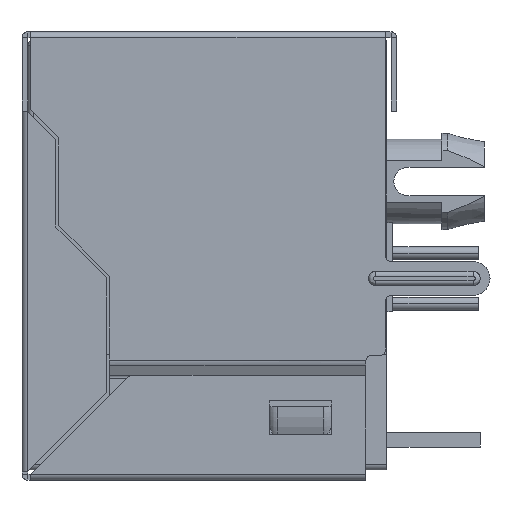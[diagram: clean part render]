
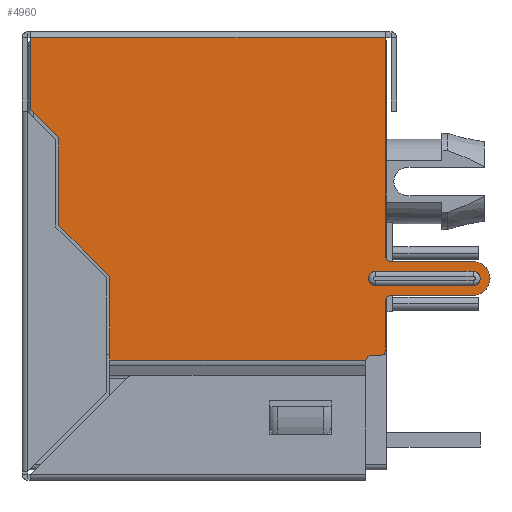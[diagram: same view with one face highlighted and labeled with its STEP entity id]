
A CAD part, left-side view. The second image highlights one B-rep face of the part: STEP entity #4960.
In plain terms, the highlighted planar face has unit normal (-1, 0, 0).
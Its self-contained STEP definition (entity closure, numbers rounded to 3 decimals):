
#519=CARTESIAN_POINT('',(-8.225,-6.1,-3.275));
#520=DIRECTION('',(1.,0.,0.));
#521=DIRECTION('',(0.,-1.,0.));
#522=AXIS2_PLACEMENT_3D('',#519,#520,#521);
#524=DIRECTION('',(0.,1.,0.));
#525=VECTOR('',#524,0.3);
#526=CARTESIAN_POINT('',(-8.225,-6.1,-3.475));
#527=LINE('',#526,#525);
#528=CARTESIAN_POINT('',(-8.225,-5.8,-3.675));
#529=DIRECTION('',(-1.,0.,0.));
#530=DIRECTION('',(0.,0.,1.));
#531=AXIS2_PLACEMENT_3D('',#528,#529,#530);
#533=DIRECTION('',(0.,1.,0.));
#534=VECTOR('',#533,9.055);
#535=CARTESIAN_POINT('',(-8.225,-5.605,-3.631));
#536=LINE('',#535,#534);
#537=DIRECTION('',(0.,0.707,0.707));
#538=VECTOR('',#537,2.546);
#539=CARTESIAN_POINT('',(-8.225,3.45,-0.675));
#540=LINE('',#539,#538);
#541=DIRECTION('',(0.,0.707,0.707));
#542=VECTOR('',#541,1.414);
#543=CARTESIAN_POINT('',(-8.225,5.25,4.225));
#544=LINE('',#543,#542);
#545=CARTESIAN_POINT('',(-8.225,-6.5,0.055));
#546=DIRECTION('',(-1.,0.,0.));
#547=DIRECTION('',(0.,1.,0.));
#548=AXIS2_PLACEMENT_3D('',#545,#546,#547);
#550=CARTESIAN_POINT('',(-8.225,-9.4,-0.745));
#551=DIRECTION('',(1.,0.,0.));
#552=DIRECTION('',(0.,0.,1.));
#553=AXIS2_PLACEMENT_3D('',#550,#551,#552);
#555=CARTESIAN_POINT('',(-8.225,-6.5,-1.545));
#556=DIRECTION('',(-1.,0.,0.));
#557=DIRECTION('',(0.,0.,1.));
#558=AXIS2_PLACEMENT_3D('',#555,#556,#557);
#560=CARTESIAN_POINT('',(-8.225,-9.401,-0.995));
#561=CARTESIAN_POINT('',(-8.225,-9.428,-0.995));
#562=CARTESIAN_POINT('',(-8.225,-9.479,-0.987));
#563=CARTESIAN_POINT('',(-8.225,-9.55,-0.95));
#564=CARTESIAN_POINT('',(-8.225,-9.605,-0.894));
#565=CARTESIAN_POINT('',(-8.225,-9.641,-0.824));
#566=CARTESIAN_POINT('',(-8.225,-9.654,-0.746));
#567=CARTESIAN_POINT('',(-8.225,-9.642,-0.668));
#568=CARTESIAN_POINT('',(-8.225,-9.607,-0.597));
#569=CARTESIAN_POINT('',(-8.225,-9.551,-0.541));
#570=CARTESIAN_POINT('',(-8.225,-9.479,-0.503));
#571=CARTESIAN_POINT('',(-8.225,-9.427,-0.495));
#572=CARTESIAN_POINT('',(-8.225,-9.4,-0.495));
#574=CARTESIAN_POINT('',(-8.225,-5.949,-0.495));
#575=CARTESIAN_POINT('',(-8.225,-5.922,-0.495));
#576=CARTESIAN_POINT('',(-8.225,-5.871,-0.503));
#577=CARTESIAN_POINT('',(-8.225,-5.8,-0.54));
#578=CARTESIAN_POINT('',(-8.225,-5.745,-0.596));
#579=CARTESIAN_POINT('',(-8.225,-5.709,-0.666));
#580=CARTESIAN_POINT('',(-8.225,-5.696,-0.744));
#581=CARTESIAN_POINT('',(-8.225,-5.708,-0.822));
#582=CARTESIAN_POINT('',(-8.225,-5.743,-0.893));
#583=CARTESIAN_POINT('',(-8.225,-5.799,-0.949));
#584=CARTESIAN_POINT('',(-8.225,-5.871,-0.987));
#585=CARTESIAN_POINT('',(-8.225,-5.923,-0.995));
#586=CARTESIAN_POINT('',(-8.225,-5.95,-0.995));
#588=DIRECTION('',(0.,0.,-1.));
#589=VECTOR('',#588,0.206);
#590=CARTESIAN_POINT('',(-8.225,3.45,-3.425));
#591=LINE('',#590,#589);
#600=DIRECTION('',(0.,0.,-1.));
#601=VECTOR('',#600,2.75);
#602=CARTESIAN_POINT('',(-8.225,3.45,-0.675));
#603=LINE('',#602,#601);
#616=DIRECTION('',(0.,0.,-1.));
#617=VECTOR('',#616,3.1);
#618=CARTESIAN_POINT('',(-8.225,5.25,4.225));
#619=LINE('',#618,#617);
#636=DIRECTION('',(0.,0.,-1.));
#637=VECTOR('',#636,2.55);
#638=CARTESIAN_POINT('',(-8.225,6.25,7.775));
#639=LINE('',#638,#637);
#3112=DIRECTION('',(0.,1.,0.));
#3113=VECTOR('',#3112,12.55);
#3114=CARTESIAN_POINT('',(-8.225,-6.3,7.775));
#3115=LINE('',#3114,#3113);
#3125=DIRECTION('',(0.,0.,1.));
#3126=VECTOR('',#3125,7.72);
#3127=CARTESIAN_POINT('',(-8.225,-6.3,0.055));
#3128=LINE('',#3127,#3126);
#3149=DIRECTION('',(0.,1.,0.));
#3150=VECTOR('',#3149,2.9);
#3151=CARTESIAN_POINT('',(-8.225,-9.4,-0.145));
#3152=LINE('',#3151,#3150);
#3157=DIRECTION('',(0.,-1.,0.));
#3158=VECTOR('',#3157,2.9);
#3159=CARTESIAN_POINT('',(-8.225,-6.5,-1.345));
#3160=LINE('',#3159,#3158);
#3181=DIRECTION('',(0.,0.,1.));
#3182=VECTOR('',#3181,1.73);
#3183=CARTESIAN_POINT('',(-8.225,-6.3,-3.275));
#3184=LINE('',#3183,#3182);
#3189=DIRECTION('',(0.,1.,0.));
#3190=VECTOR('',#3189,3.451);
#3191=CARTESIAN_POINT('',(-8.225,-9.401,-0.995));
#3192=LINE('',#3191,#3190);
#3198=DIRECTION('',(0.,-1.,0.));
#3199=VECTOR('',#3198,3.451);
#3200=CARTESIAN_POINT('',(-8.225,-5.949,-0.495));
#3201=LINE('',#3200,#3199);
#3291=CARTESIAN_POINT('',(-8.225,-6.1,-3.475));
#3292=VERTEX_POINT('',#3291);
#3293=CARTESIAN_POINT('',(-8.225,-5.8,-3.475));
#3294=VERTEX_POINT('',#3293);
#3295=CARTESIAN_POINT('',(-8.225,-5.605,-3.631));
#3296=VERTEX_POINT('',#3295);
#3309=CARTESIAN_POINT('',(-8.225,3.45,-3.631));
#3311=VERTEX_POINT('',#3309);
#3380=CARTESIAN_POINT('',(-8.225,-9.401,-0.995));
#3381=CARTESIAN_POINT('',(-8.225,-5.95,-0.995));
#3382=VERTEX_POINT('',#3380);
#3383=VERTEX_POINT('',#3381);
#3384=VERTEX_POINT('',#572);
#3385=CARTESIAN_POINT('',(-8.225,-5.949,-0.495));
#3386=VERTEX_POINT('',#3385);
#3387=CARTESIAN_POINT('',(-8.225,-6.3,-3.275));
#3388=VERTEX_POINT('',#3387);
#3389=CARTESIAN_POINT('',(-8.225,3.45,-0.675));
#3390=CARTESIAN_POINT('',(-8.225,3.45,-3.425));
#3391=VERTEX_POINT('',#3389);
#3392=VERTEX_POINT('',#3390);
#3393=CARTESIAN_POINT('',(-8.225,5.25,1.125));
#3394=VERTEX_POINT('',#3393);
#3395=CARTESIAN_POINT('',(-8.225,5.25,4.225));
#3396=VERTEX_POINT('',#3395);
#3397=CARTESIAN_POINT('',(-8.225,6.25,5.225));
#3398=VERTEX_POINT('',#3397);
#3399=CARTESIAN_POINT('',(-8.225,6.25,7.775));
#3400=VERTEX_POINT('',#3399);
#3401=CARTESIAN_POINT('',(-8.225,-6.3,0.055));
#3402=CARTESIAN_POINT('',(-8.225,-6.3,7.775));
#3403=VERTEX_POINT('',#3401);
#3404=VERTEX_POINT('',#3402);
#3405=CARTESIAN_POINT('',(-8.225,-9.4,-0.145));
#3406=CARTESIAN_POINT('',(-8.225,-6.5,-0.145));
#3407=VERTEX_POINT('',#3405);
#3408=VERTEX_POINT('',#3406);
#3409=CARTESIAN_POINT('',(-8.225,-9.4,-1.345));
#3410=VERTEX_POINT('',#3409);
#3411=CARTESIAN_POINT('',(-8.225,-6.5,-1.345));
#3412=VERTEX_POINT('',#3411);
#3413=CARTESIAN_POINT('',(-8.225,-6.3,-1.545));
#3414=VERTEX_POINT('',#3413);
#4911=CARTESIAN_POINT('',(-8.225,-1.875,2.072));
#4912=DIRECTION('',(1.,0.,0.));
#4913=DIRECTION('',(0.,-1.,0.));
#4914=AXIS2_PLACEMENT_3D('',#4911,#4912,#4913);
#4915=PLANE('',#4914);
#4916=ORIENTED_EDGE('',*,*,#4297,.T.);
#4917=ORIENTED_EDGE('',*,*,#4313,.T.);
#4918=ORIENTED_EDGE('',*,*,#4327,.T.);
#4919=ORIENTED_EDGE('',*,*,#4391,.T.);
#4921=ORIENTED_EDGE('',*,*,#4920,.F.);
#4923=ORIENTED_EDGE('',*,*,#4922,.F.);
#4925=ORIENTED_EDGE('',*,*,#4924,.T.);
#4927=ORIENTED_EDGE('',*,*,#4926,.F.);
#4929=ORIENTED_EDGE('',*,*,#4928,.T.);
#4931=ORIENTED_EDGE('',*,*,#4930,.F.);
#4933=ORIENTED_EDGE('',*,*,#4932,.F.);
#4935=ORIENTED_EDGE('',*,*,#4934,.F.);
#4937=ORIENTED_EDGE('',*,*,#4936,.T.);
#4939=ORIENTED_EDGE('',*,*,#4938,.F.);
#4941=ORIENTED_EDGE('',*,*,#4940,.T.);
#4943=ORIENTED_EDGE('',*,*,#4942,.F.);
#4945=ORIENTED_EDGE('',*,*,#4944,.T.);
#4947=ORIENTED_EDGE('',*,*,#4946,.F.);
#4948=EDGE_LOOP('',(#4916,#4917,#4918,#4919,#4921,#4923,#4925,#4927,#4929,#4931,
#4933,#4935,#4937,#4939,#4941,#4943,#4945,#4947));
#4949=FACE_OUTER_BOUND('',#4948,.F.);
#4951=ORIENTED_EDGE('',*,*,#4950,.F.);
#4953=ORIENTED_EDGE('',*,*,#4952,.T.);
#4955=ORIENTED_EDGE('',*,*,#4954,.F.);
#4957=ORIENTED_EDGE('',*,*,#4956,.T.);
#4958=EDGE_LOOP('',(#4951,#4953,#4955,#4957));
#4959=FACE_BOUND('',#4958,.F.);
#4960=ADVANCED_FACE('',(#4949,#4959),#4915,.F.);
#523=CIRCLE('',#522,0.2);
#532=CIRCLE('',#531,0.2);
#549=CIRCLE('',#548,0.2);
#554=CIRCLE('',#553,0.6);
#559=CIRCLE('',#558,0.2);
#573=B_SPLINE_CURVE_WITH_KNOTS('',3,(#560,#561,#562,#563,#564,#565,#566,#567,
#568,#569,#570,#571,#572),.UNSPECIFIED.,.F.,.F.,(4,1,1,1,1,1,1,1,1,1,4),(0.,
0.1,0.2,0.3,0.4,0.5,0.6,0.7,0.8,0.9,1.),.UNSPECIFIED.);
#587=B_SPLINE_CURVE_WITH_KNOTS('',3,(#574,#575,#576,#577,#578,#579,#580,#581,
#582,#583,#584,#585,#586),.UNSPECIFIED.,.F.,.F.,(4,1,1,1,1,1,1,1,1,1,4),(0.,
0.1,0.2,0.3,0.4,0.5,0.6,0.7,0.8,0.9,1.),.UNSPECIFIED.);
#4297=EDGE_CURVE('',#3388,#3292,#523,.T.);
#4313=EDGE_CURVE('',#3292,#3294,#527,.T.);
#4327=EDGE_CURVE('',#3294,#3296,#532,.T.);
#4391=EDGE_CURVE('',#3296,#3311,#536,.T.);
#4920=EDGE_CURVE('',#3392,#3311,#591,.T.);
#4922=EDGE_CURVE('',#3391,#3392,#603,.T.);
#4924=EDGE_CURVE('',#3391,#3394,#540,.T.);
#4926=EDGE_CURVE('',#3396,#3394,#619,.T.);
#4928=EDGE_CURVE('',#3396,#3398,#544,.T.);
#4930=EDGE_CURVE('',#3400,#3398,#639,.T.);
#4932=EDGE_CURVE('',#3404,#3400,#3115,.T.);
#4934=EDGE_CURVE('',#3403,#3404,#3128,.T.);
#4936=EDGE_CURVE('',#3403,#3408,#549,.T.);
#4938=EDGE_CURVE('',#3407,#3408,#3152,.T.);
#4940=EDGE_CURVE('',#3407,#3410,#554,.T.);
#4942=EDGE_CURVE('',#3412,#3410,#3160,.T.);
#4944=EDGE_CURVE('',#3412,#3414,#559,.T.);
#4946=EDGE_CURVE('',#3388,#3414,#3184,.T.);
#4950=EDGE_CURVE('',#3382,#3383,#3192,.T.);
#4952=EDGE_CURVE('',#3382,#3384,#573,.T.);
#4954=EDGE_CURVE('',#3386,#3384,#3201,.T.);
#4956=EDGE_CURVE('',#3386,#3383,#587,.T.);
